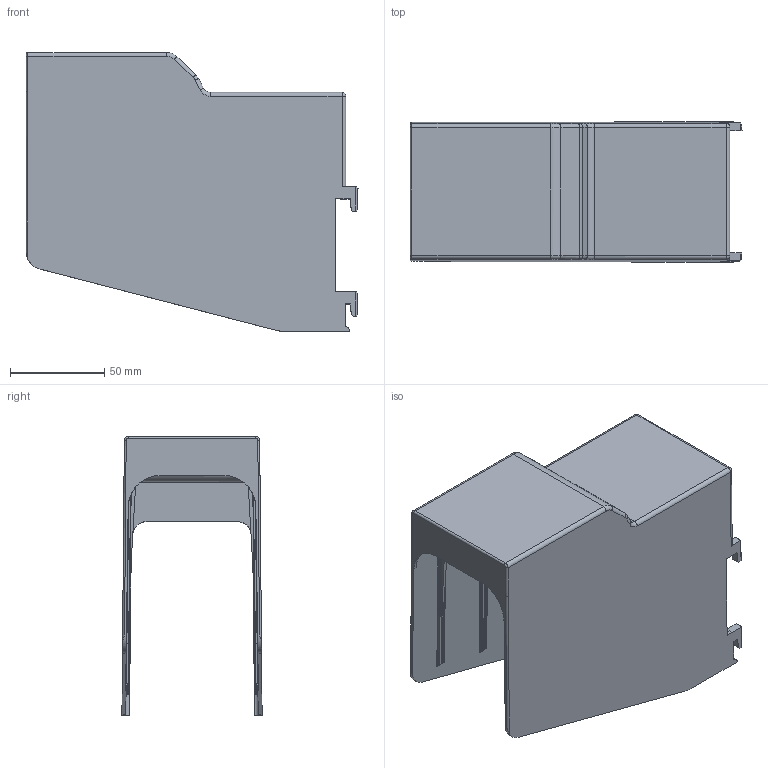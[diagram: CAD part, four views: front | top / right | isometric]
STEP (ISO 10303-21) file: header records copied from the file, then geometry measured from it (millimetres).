
FILE_DESCRIPTION(/* description */ (''),/* implementation_level */ '2;1');
FILE_NAME(/* name */ 'FILE_STP_CAD_DRAWING_3D_GLX807_prt.stp',/* time_stamp */ '2025-10-02T11:22:06+02:00',/* author */ (''),/* organization */ (''),/* preprocessor_version */ 'ST-DEVELOPER v20',/* originating_system */ 'SIEMENS PLM Software NX2406.8500',/* authorisation */ '');
FILE_SCHEMA (('AUTOMOTIVE_DESIGN { 1 0 10303 214 3 1 1 1 }'));
Length unit declared in the file: millimetre
Products named in the file (1): 3D_GLX807
Bounding box: 176.47 x 74.51 x 148.3 mm (x, y, z)
Surface area: 126048.1 mm2 (no closed solid volume)
Topology: 0 solids, 1 shells, 260 faces, 770 edges, 504 vertices
Faces by surface type: plane 162, cylinder 88, torus 6, bspline 2, sphere 2
Entity records: 8722 total; most frequent: CARTESIAN_POINT 1677, ORIENTED_EDGE 1510, DIRECTION 1419, EDGE_CURVE 768, LINE 575, VECTOR 575, VERTEX_POINT 503, AXIS2_PLACEMENT_3D 422
